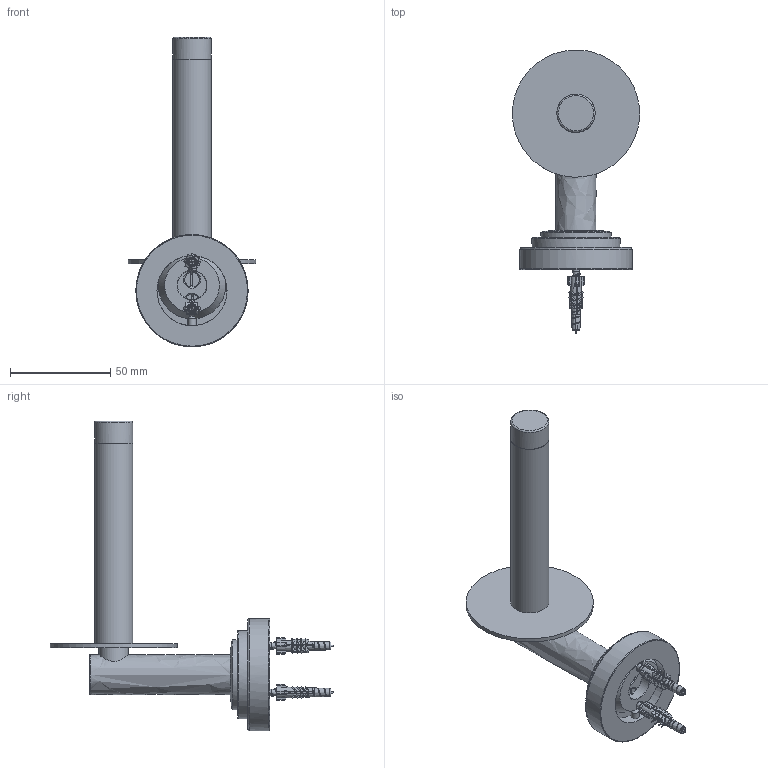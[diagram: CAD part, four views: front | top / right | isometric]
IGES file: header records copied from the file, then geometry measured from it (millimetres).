
Global section: file name: N7691-F; native system: Autodesk Inventor 2018; preprocessor: unknown; author: rclarke; date: 20171129.150513; units: millimetre
Bounding box: 63.5 x 141.64 x 154.5 mm (x, y, z)
Volume: 75969.9 mm3; surface area: 52359.7 mm2
Topology: 18 solids, 18 shells, 634 faces, 1828 edges, 1231 vertices
Faces by surface type: bspline 634
